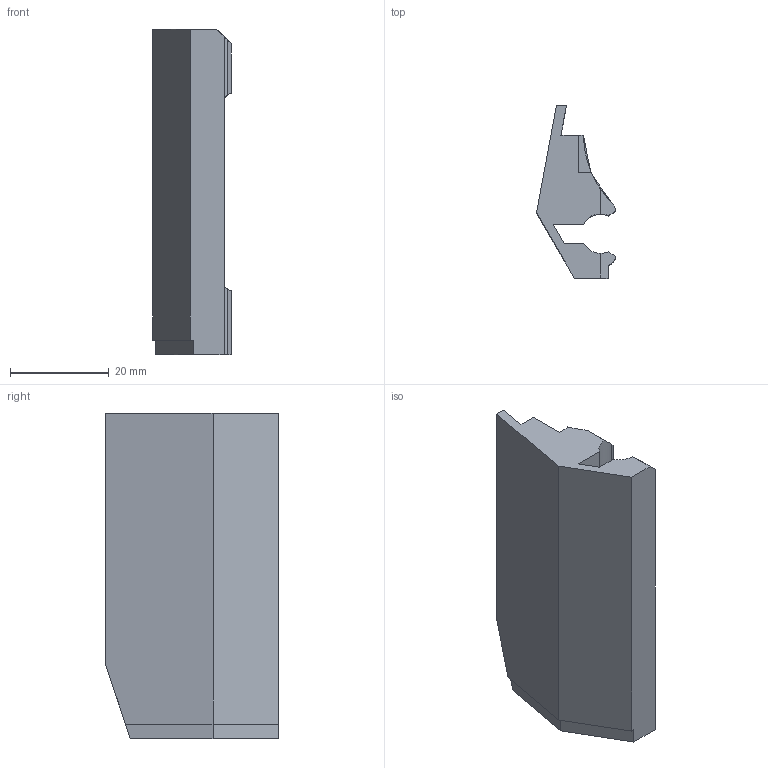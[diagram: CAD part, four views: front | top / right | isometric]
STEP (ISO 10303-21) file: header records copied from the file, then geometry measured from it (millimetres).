
FILE_DESCRIPTION (( 'STEP AP203' ), '1' );
FILE_NAME ('08_cache cote court simple.STEP', '2016-09-13T09:27:03', ( '' ), ( '' ), 'SwSTEP 2.0', 'SolidWorks 2016', '' );
FILE_SCHEMA (( 'CONFIG_CONTROL_DESIGN' ));
Length unit declared in the file: millimetre
Products named in the file (1): 08_cache cote court simple
Bounding box: 16 x 35 x 66 mm (x, y, z)
Volume: 12673.8 mm3; surface area: 7214.5 mm2
Topology: 1 solids, 1 shells, 59 faces, 169 edges, 112 vertices
Faces by surface type: plane 50, cylinder 9
Entity records: 1974 total; most frequent: CARTESIAN_POINT 380, ORIENTED_EDGE 338, DIRECTION 286, EDGE_CURVE 169, LINE 146, VECTOR 146, VERTEX_POINT 112, AXIS2_PLACEMENT_3D 70
